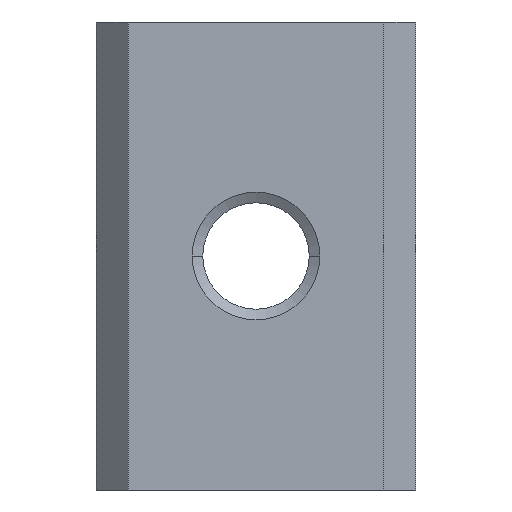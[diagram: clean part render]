
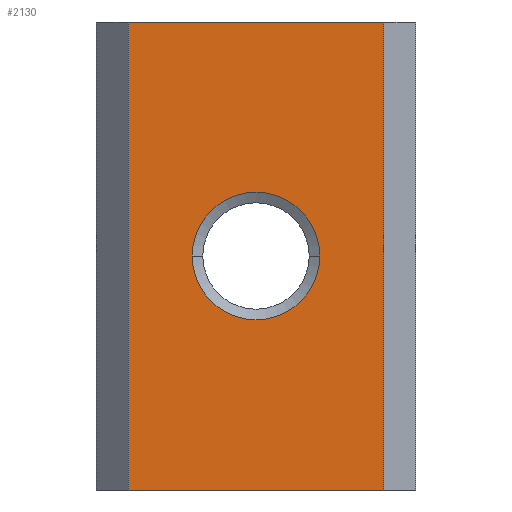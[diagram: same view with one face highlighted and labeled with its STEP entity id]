
A CAD part, front view. The second image highlights one B-rep face of the part: STEP entity #2130.
In plain terms, the highlighted planar face has unit normal (0, -1, 0).
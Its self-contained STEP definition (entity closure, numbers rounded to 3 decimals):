
#120=CARTESIAN_POINT('',(1.5,0.,-55.));
#130=VERTEX_POINT('',#120);
#160=CARTESIAN_POINT('',(0.,0.,-55.));
#170=DIRECTION('',(1.,0.,0.));
#180=VECTOR('',#170,1.);
#190=LINE('',#160,#180);
#200=CARTESIAN_POINT('',(13.5,0.,-55.));
#210=VERTEX_POINT('',#200);
#220=EDGE_CURVE('',#130,#210,#190,.T.);
#1000=CARTESIAN_POINT('',(1.5,0.,-33.));
#1010=VERTEX_POINT('',#1000);
#1640=CARTESIAN_POINT('',(13.5,0.,-33.));
#1650=VERTEX_POINT('',#1640);
#1680=CARTESIAN_POINT('',(0.,0.,-33.));
#1690=DIRECTION('',(1.,0.,0.));
#1700=VECTOR('',#1690,1.);
#1710=LINE('',#1680,#1700);
#1720=EDGE_CURVE('',#1010,#1650,#1710,.T.);
#1770=CARTESIAN_POINT('',(15.,0.,0.));
#1780=DIRECTION('',(-0.,-1.,-0.));
#1790=DIRECTION('',(-1.,0.,0.));
#1800=AXIS2_PLACEMENT_3D('',#1770,#1780,#1790);
#1810=PLANE('',#1800);
#1820=CARTESIAN_POINT('',(7.5,0.,-44.));
#1830=DIRECTION('',(0.,1.,0.));
#1840=DIRECTION('',(1.,0.,0.));
#1850=AXIS2_PLACEMENT_3D('',#1820,#1830,#1840);
#1860=CIRCLE('',#1850,3.);
#1870=CARTESIAN_POINT('',(10.5,0.,-44.));
#1880=VERTEX_POINT('',#1870);
#1890=CARTESIAN_POINT('',(4.5,0.,-44.));
#1900=VERTEX_POINT('',#1890);
#1910=EDGE_CURVE('',#1880,#1900,#1860,.T.);
#1920=ORIENTED_EDGE('',*,*,#1910,.T.);
#1930=EDGE_CURVE('',#1900,#1880,#1860,.T.);
#1940=ORIENTED_EDGE('',*,*,#1930,.T.);
#1950=EDGE_LOOP('',(#1940,#1920));
#1960=FACE_BOUND('',#1950,.T.);
#1970=ORIENTED_EDGE('',*,*,#1720,.F.);
#1980=CARTESIAN_POINT('',(13.5,0.,-7.5));
#1990=DIRECTION('',(0.,0.,1.));
#2000=VECTOR('',#1990,1.);
#2010=LINE('',#1980,#2000);
#2020=EDGE_CURVE('',#210,#1650,#2010,.T.);
#2030=ORIENTED_EDGE('',*,*,#2020,.T.);
#2040=ORIENTED_EDGE('',*,*,#220,.T.);
#2050=CARTESIAN_POINT('',(1.5,0.,-7.5));
#2060=DIRECTION('',(0.,0.,1.));
#2070=VECTOR('',#2060,1.);
#2080=LINE('',#2050,#2070);
#2090=EDGE_CURVE('',#130,#1010,#2080,.T.);
#2100=ORIENTED_EDGE('',*,*,#2090,.F.);
#2110=EDGE_LOOP('',(#2100,#2040,#2030,#1970));
#2120=FACE_OUTER_BOUND('',#2110,.T.);
#2130=ADVANCED_FACE('',(#1960,#2120),#1810,.T.);
